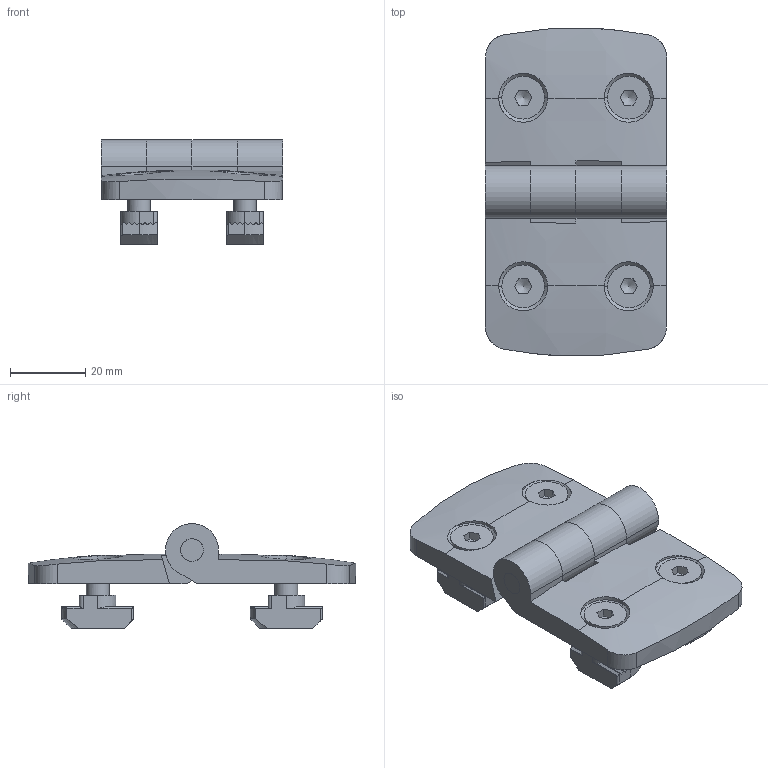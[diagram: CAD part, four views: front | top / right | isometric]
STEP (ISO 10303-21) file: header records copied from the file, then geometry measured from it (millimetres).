
FILE_DESCRIPTION(('STEP AP203'),'1');
FILE_NAME('SAFE10B1072.stp','2023-10-19T16:01:29',(' '),(' '),'Spatial InterOp 3D',' ',' ');
FILE_SCHEMA(('CONFIG_CONTROL_DESIGN'));
Length unit declared in the file: millimetre
Products named in the file (8): Kit de fixation - EcrouForceVsLigne; Vis FHC - M6x18; Ecrou tête rectangulaire 10 M6; Charnière Al 45x45 E=50mm; Axe_Charnière_Simple
Assembly tree (11 placements, depth 4):
  Charnière Al 45x45 E=50mm
    Kit de fixation - EcrouForceVsLigne  x4
      Vis FHC - M6x18
      Ecrou tête rectangulaire 10 M6
    Charnière Al 45x45 E=50mm
      Charnière Al 45x45 E=50mm
      Charnière Al 45x45 E=50mm
        Axe_Charnière_Simple
        Charnière Al 45x45 E=50mm
Bounding box: 48 x 86.85 x 27.76 mm (x, y, z)
Volume: 34388.2 mm3; surface area: 20060.4 mm2
Topology: 11 solids, 11 shells, 477 faces, 1347 edges, 890 vertices
Faces by surface type: plane 342, cylinder 103, cone 20, bspline 12
Full cylindrical faces by diameter (mm): 5 x4, 6 x9, 11.34 x4
Entity records: 6929 total; most frequent: CARTESIAN_POINT 1294, DIRECTION 825, ORIENTED_EDGE 812, EDGE_CURVE 406, AXIS2_PLACEMENT_3D 296, VERTEX_POINT 273, LINE 233, VECTOR 233
